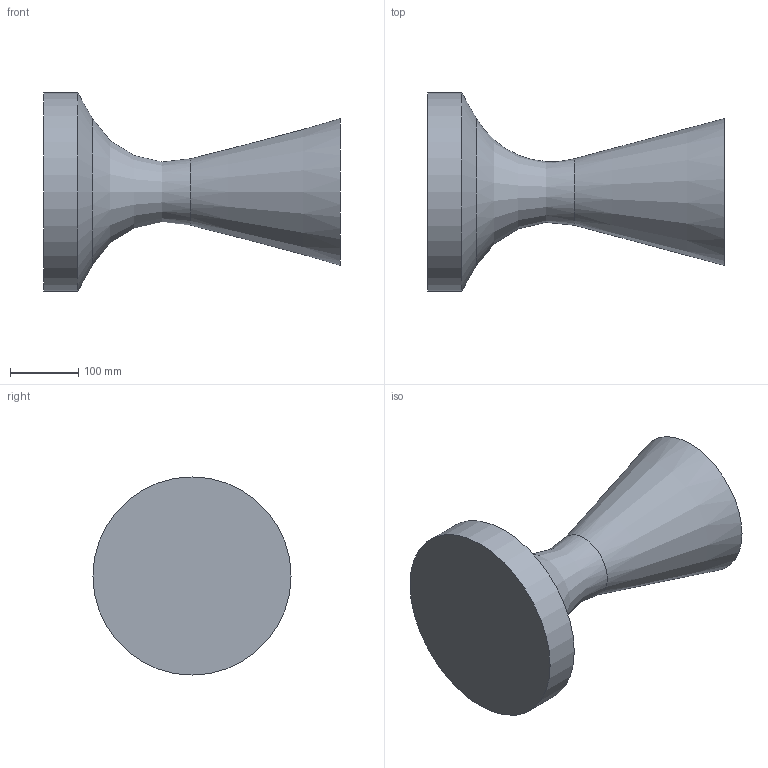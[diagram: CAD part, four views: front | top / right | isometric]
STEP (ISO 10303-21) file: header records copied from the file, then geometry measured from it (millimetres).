
FILE_DESCRIPTION(('FreeCAD Model'),'2;1');
FILE_NAME('A - 009-MA Project - (ⴰⵀⴱⵓ) ⴰⵜⴰⵔⴰⵎ ⴽⵍⴰⵙ ⵜⵢⵎⵣⴷⵢⵜ ⴰⵙⵎⴰⴷ ⵏ ⵜⵓⵙⵏⴰ - ATARAM Class Timezdith n''Asemad Tussna (TNAT-S - 50 KG) (•)Nozzle_1.step','2019-03-03T02:13:21',('Author') ,(''),'Open CASCADE STEP processor 7.3','FreeCAD','Unknown');
FILE_SCHEMA(('AUTOMOTIVE_DESIGN { 1 0 10303 214 1 1 1 1 }'));
Length unit declared in the file: millimetre
Products named in the file (1): Body
Bounding box: 434.62 x 290 x 290 mm (x, y, z)
Volume: 10485852.3 mm3; surface area: 358688.7 mm2
Topology: 1 solids, 1 shells, 6 faces, 9 edges, 5 vertices
Faces by surface type: cone 2, plane 2, revolution 1, cylinder 1
Full cylindrical faces by diameter (mm): 290 x1
Entity records: 277 total; most frequent: DIRECTION 48, CARTESIAN_POINT 40, LINE 19, VECTOR 19, ORIENTED_EDGE 18, PCURVE 18, DEFINITIONAL_REPRESENTATION 18, AXIS2_PLACEMENT_3D 13
